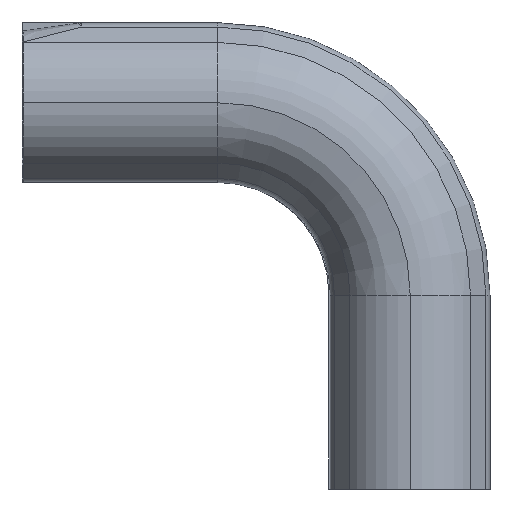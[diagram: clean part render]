
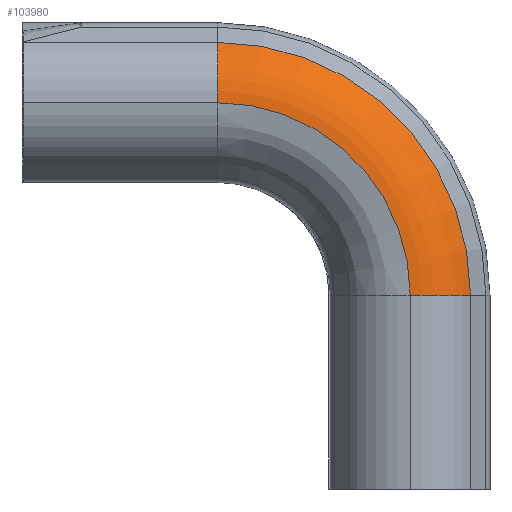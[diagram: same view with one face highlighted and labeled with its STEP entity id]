
A CAD part, front view. The second image highlights one B-rep face of the part: STEP entity #103980.
In plain terms, the highlighted toroidal (fillet/blend) face has major radius 37.6 mm and minor radius 14.05 mm.
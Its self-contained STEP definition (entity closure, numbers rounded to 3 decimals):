
#540=CARTESIAN_POINT('',(86.631,35.375,
2.838));
#550=VERTEX_POINT('',#540);
#1000=CARTESIAN_POINT('',(49.031,49.425,
40.438));
#1010=DIRECTION('',(0.,0.,1.));
#1020=DIRECTION('',(0.,1.,0.));
#1030=AXIS2_PLACEMENT_3D('',#1000,#1010,#1020);
#1040=CIRCLE('',#1030,14.05);
#1050=CARTESIAN_POINT('',(49.031,35.375,
40.438));
#1060=VERTEX_POINT('',#1050);
#1800=CARTESIAN_POINT('',(86.631,41.772,
-8.946));
#1810=VERTEX_POINT('',#1800);
#73130=CARTESIAN_POINT('',(37.248,41.772,
40.438));
#73140=VERTEX_POINT('',#73130);
#73150=EDGE_CURVE('',#73140,#1060,#1040,.T.);
#73470=CARTESIAN_POINT('',(86.631,49.425,
2.838));
#73480=DIRECTION('',(-1.,0.,0.));
#73490=DIRECTION('',(0.,1.,0.));
#73500=AXIS2_PLACEMENT_3D('',#73470,#73480,#73490);
#73510=CIRCLE('',#73500,14.05);
#73520=EDGE_CURVE('',#1810,#550,#73510,.T.);
#78410=CARTESIAN_POINT('',(86.631,49.425,
40.438));
#78420=DIRECTION('',(0.,1.,0.));
#78430=DIRECTION('',(0.,0.,-1.));
#78440=AXIS2_PLACEMENT_3D('',#78410,#78420,#78430);
#78450=TOROIDAL_SURFACE('',#78440,37.6,14.05);
#78460=CARTESIAN_POINT('',(86.631,35.375,
40.438));
#78470=DIRECTION('',(0.,1.,0.));
#78480=DIRECTION('',(0.,0.,-1.));
#78490=AXIS2_PLACEMENT_3D('',#78460,#78470,#78480);
#78500=CIRCLE('',#78490,37.6);
#78510=EDGE_CURVE('',#550,#1060,#78500,.T.);
#79700=CARTESIAN_POINT('',(86.631,41.772,
40.438));
#79710=DIRECTION('',(0.,1.,0.));
#79720=DIRECTION('',(0.,0.,-1.));
#79730=AXIS2_PLACEMENT_3D('',#79700,#79710,#79720);
#79740=CIRCLE('',#79730,49.383);
#79750=EDGE_CURVE('',#1810,#73140,#79740,.T.);
#103920=ORIENTED_EDGE('',*,*,#73520,.T.);
#103930=ORIENTED_EDGE('',*,*,#79750,.F.);
#103940=ORIENTED_EDGE('',*,*,#73150,.F.);
#103950=ORIENTED_EDGE('',*,*,#78510,.T.);
#103960=EDGE_LOOP('',(#103950,#103940,#103930,#103920));
#103970=FACE_OUTER_BOUND('',#103960,.T.);
#103980=ADVANCED_FACE('',(#103970),#78450,.T.);
